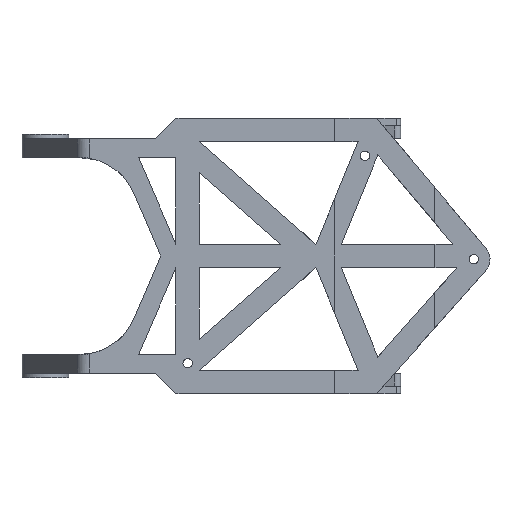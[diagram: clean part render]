
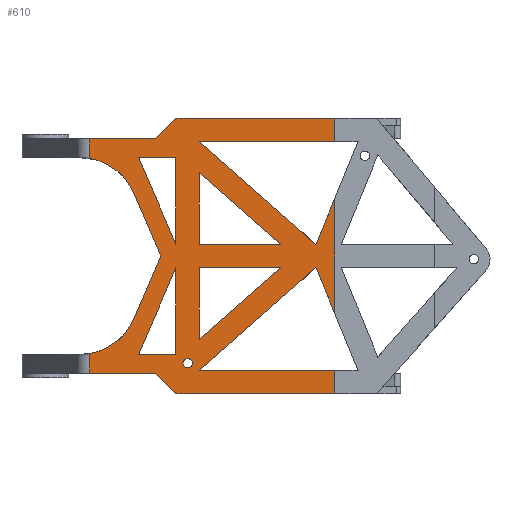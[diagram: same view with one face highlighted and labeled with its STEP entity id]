
A CAD part, left-side view. The second image highlights one B-rep face of the part: STEP entity #610.
In plain terms, the highlighted planar face has unit normal (-1, 0, 0).
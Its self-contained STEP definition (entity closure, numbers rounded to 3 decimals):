
#100 = VERTEX_POINT('',#101);
#101 = CARTESIAN_POINT('',(-30.,47.9,4.4));
#109 = EDGE_CURVE('',#110,#100,#112,.T.);
#110 = VERTEX_POINT('',#111);
#111 = CARTESIAN_POINT('',(-30.,62.,4.4));
#112 = LINE('',#113,#114);
#113 = CARTESIAN_POINT('',(-30.,56.134,4.4));
#114 = VECTOR('',#115,1.);
#115 = DIRECTION('',(0.,-1.,0.));
#183 = EDGE_CURVE('',#100,#184,#186,.T.);
#184 = VERTEX_POINT('',#185);
#185 = CARTESIAN_POINT('',(-30.,43.5,0.));
#186 = LINE('',#187,#188);
#187 = CARTESIAN_POINT('',(-30.,50.267,6.767));
#188 = VECTOR('',#189,1.);
#189 = DIRECTION('',(0.,-0.707,-0.707));
#584 = VERTEX_POINT('',#585);
#585 = CARTESIAN_POINT('',(-30.,62.,8.575));
#600 = EDGE_CURVE('',#110,#584,#601,.T.);
#601 = LINE('',#602,#603);
#602 = CARTESIAN_POINT('',(-30.,62.,0.));
#603 = VECTOR('',#604,1.);
#604 = DIRECTION('',(0.,0.,1.));
#610 = ADVANCED_FACE('',(#611,#760,#786,#812,#823,#849),#875,.T.);
#611 = FACE_BOUND('',#612,.T.);
#612 = EDGE_LOOP('',(#613,#614,#622,#630,#638,#646,#654,#662,#670,#678,
    #686,#694,#702,#710,#718,#726,#735,#743,#751,#758,#759));
#613 = ORIENTED_EDGE('',*,*,#183,.T.);
#614 = ORIENTED_EDGE('',*,*,#615,.T.);
#615 = EDGE_CURVE('',#184,#616,#618,.T.);
#616 = VERTEX_POINT('',#617);
#617 = CARTESIAN_POINT('',(-30.,9.5,0.));
#618 = LINE('',#619,#620);
#619 = CARTESIAN_POINT('',(-30.,43.5,0.));
#620 = VECTOR('',#621,1.);
#621 = DIRECTION('',(0.,-1.,0.));
#622 = ORIENTED_EDGE('',*,*,#623,.F.);
#623 = EDGE_CURVE('',#624,#616,#626,.T.);
#624 = VERTEX_POINT('',#625);
#625 = CARTESIAN_POINT('',(-30.,9.5,5.));
#626 = LINE('',#627,#628);
#627 = CARTESIAN_POINT('',(-30.,9.5,225.762));
#628 = VECTOR('',#629,1.);
#629 = DIRECTION('',(-0.,-0.,-1.));
#630 = ORIENTED_EDGE('',*,*,#631,.T.);
#631 = EDGE_CURVE('',#624,#632,#634,.T.);
#632 = VERTEX_POINT('',#633);
#633 = CARTESIAN_POINT('',(-30.,38.5,5.));
#634 = LINE('',#635,#636);
#635 = CARTESIAN_POINT('',(-30.,4.471,5.));
#636 = VECTOR('',#637,1.);
#637 = DIRECTION('',(0.,1.,0.));
#638 = ORIENTED_EDGE('',*,*,#639,.F.);
#639 = EDGE_CURVE('',#640,#632,#642,.T.);
#640 = VERTEX_POINT('',#641);
#641 = CARTESIAN_POINT('',(-30.,13.5,27.));
#642 = LINE('',#643,#644);
#643 = CARTESIAN_POINT('',(-30.,13.5,27.));
#644 = VECTOR('',#645,1.);
#645 = DIRECTION('',(0.,0.751,-0.661)
  );
#646 = ORIENTED_EDGE('',*,*,#647,.T.);
#647 = EDGE_CURVE('',#640,#648,#650,.T.);
#648 = VERTEX_POINT('',#649);
#649 = CARTESIAN_POINT('',(-30.,9.5,17.253));
#650 = LINE('',#651,#652);
#651 = CARTESIAN_POINT('',(-30.,13.5,27.));
#652 = VECTOR('',#653,1.);
#653 = DIRECTION('',(0.,-0.38,-0.925)
  );
#654 = ORIENTED_EDGE('',*,*,#655,.F.);
#655 = EDGE_CURVE('',#656,#648,#658,.T.);
#656 = VERTEX_POINT('',#657);
#657 = CARTESIAN_POINT('',(-30.,9.5,41.747));
#658 = LINE('',#659,#660);
#659 = CARTESIAN_POINT('',(-30.,9.5,225.762));
#660 = VECTOR('',#661,1.);
#661 = DIRECTION('',(-0.,-0.,-1.));
#662 = ORIENTED_EDGE('',*,*,#663,.F.);
#663 = EDGE_CURVE('',#664,#656,#666,.T.);
#664 = VERTEX_POINT('',#665);
#665 = CARTESIAN_POINT('',(-30.,13.5,32.));
#666 = LINE('',#667,#668);
#667 = CARTESIAN_POINT('',(-30.,13.5,32.));
#668 = VECTOR('',#669,1.);
#669 = DIRECTION('',(0.,-0.38,0.925));
#670 = ORIENTED_EDGE('',*,*,#671,.F.);
#671 = EDGE_CURVE('',#672,#664,#674,.T.);
#672 = VERTEX_POINT('',#673);
#673 = CARTESIAN_POINT('',(-30.,38.5,54.));
#674 = LINE('',#675,#676);
#675 = CARTESIAN_POINT('',(-30.,38.5,54.));
#676 = VECTOR('',#677,1.);
#677 = DIRECTION('',(0.,-0.751,-0.661)
  );
#678 = ORIENTED_EDGE('',*,*,#679,.F.);
#679 = EDGE_CURVE('',#680,#672,#682,.T.);
#680 = VERTEX_POINT('',#681);
#681 = CARTESIAN_POINT('',(-30.,9.5,54.));
#682 = LINE('',#683,#684);
#683 = CARTESIAN_POINT('',(-30.,4.471,54.));
#684 = VECTOR('',#685,1.);
#685 = DIRECTION('',(0.,1.,0.));
#686 = ORIENTED_EDGE('',*,*,#687,.F.);
#687 = EDGE_CURVE('',#688,#680,#690,.T.);
#688 = VERTEX_POINT('',#689);
#689 = CARTESIAN_POINT('',(-30.,9.5,59.));
#690 = LINE('',#691,#692);
#691 = CARTESIAN_POINT('',(-30.,9.5,225.762));
#692 = VECTOR('',#693,1.);
#693 = DIRECTION('',(-0.,-0.,-1.));
#694 = ORIENTED_EDGE('',*,*,#695,.T.);
#695 = EDGE_CURVE('',#688,#696,#698,.T.);
#696 = VERTEX_POINT('',#697);
#697 = CARTESIAN_POINT('',(-30.,43.5,59.));
#698 = LINE('',#699,#700);
#699 = CARTESIAN_POINT('',(-30.,43.5,59.));
#700 = VECTOR('',#701,1.);
#701 = DIRECTION('',(0.,1.,0.));
#702 = ORIENTED_EDGE('',*,*,#703,.F.);
#703 = EDGE_CURVE('',#704,#696,#706,.T.);
#704 = VERTEX_POINT('',#705);
#705 = CARTESIAN_POINT('',(-30.,47.9,54.6));
#706 = LINE('',#707,#708);
#707 = CARTESIAN_POINT('',(-30.,50.267,52.233));
#708 = VECTOR('',#709,1.);
#709 = DIRECTION('',(0.,-0.707,0.707));
#710 = ORIENTED_EDGE('',*,*,#711,.F.);
#711 = EDGE_CURVE('',#712,#704,#714,.T.);
#712 = VERTEX_POINT('',#713);
#713 = CARTESIAN_POINT('',(-30.,62.,54.6));
#714 = LINE('',#715,#716);
#715 = CARTESIAN_POINT('',(-30.,56.134,54.6));
#716 = VECTOR('',#717,1.);
#717 = DIRECTION('',(0.,-1.,0.));
#718 = ORIENTED_EDGE('',*,*,#719,.F.);
#719 = EDGE_CURVE('',#720,#712,#722,.T.);
#720 = VERTEX_POINT('',#721);
#721 = CARTESIAN_POINT('',(-30.,62.,50.425));
#722 = LINE('',#723,#724);
#723 = CARTESIAN_POINT('',(-30.,62.,0.));
#724 = VECTOR('',#725,1.);
#725 = DIRECTION('',(0.,0.,1.));
#726 = ORIENTED_EDGE('',*,*,#727,.F.);
#727 = EDGE_CURVE('',#728,#720,#730,.T.);
#728 = VERTEX_POINT('',#729);
#729 = CARTESIAN_POINT('',(-30.,52.602,43.039));
#730 = CIRCLE('',#731,12.5);
#731 = AXIS2_PLACEMENT_3D('',#732,#733,#734);
#732 = CARTESIAN_POINT('',(-30.,64.085,38.1));
#733 = DIRECTION('',(-1.,0.,0.));
#734 = DIRECTION('',(0.,1.,0.));
#735 = ORIENTED_EDGE('',*,*,#736,.F.);
#736 = EDGE_CURVE('',#737,#728,#739,.T.);
#737 = VERTEX_POINT('',#738);
#738 = CARTESIAN_POINT('',(-30.,46.779,29.5));
#739 = LINE('',#740,#741);
#740 = CARTESIAN_POINT('',(-30.,45.646,26.866));
#741 = VECTOR('',#742,1.);
#742 = DIRECTION('',(0.,0.395,0.919));
#743 = ORIENTED_EDGE('',*,*,#744,.T.);
#744 = EDGE_CURVE('',#737,#745,#747,.T.);
#745 = VERTEX_POINT('',#746);
#746 = CARTESIAN_POINT('',(-30.,52.602,15.961));
#747 = LINE('',#748,#749);
#748 = CARTESIAN_POINT('',(-30.,45.646,32.134));
#749 = VECTOR('',#750,1.);
#750 = DIRECTION('',(0.,0.395,-0.919));
#751 = ORIENTED_EDGE('',*,*,#752,.F.);
#752 = EDGE_CURVE('',#584,#745,#753,.T.);
#753 = CIRCLE('',#754,12.5);
#754 = AXIS2_PLACEMENT_3D('',#755,#756,#757);
#755 = CARTESIAN_POINT('',(-30.,64.085,20.9));
#756 = DIRECTION('',(-1.,0.,0.));
#757 = DIRECTION('',(0.,1.,0.));
#758 = ORIENTED_EDGE('',*,*,#600,.F.);
#759 = ORIENTED_EDGE('',*,*,#109,.T.);
#760 = FACE_BOUND('',#761,.T.);
#761 = EDGE_LOOP('',(#762,#772,#780));
#762 = ORIENTED_EDGE('',*,*,#763,.F.);
#763 = EDGE_CURVE('',#764,#766,#768,.T.);
#764 = VERTEX_POINT('',#765);
#765 = CARTESIAN_POINT('',(-30.,51.5,50.6));
#766 = VERTEX_POINT('',#767);
#767 = CARTESIAN_POINT('',(-30.,43.5,32.));
#768 = LINE('',#769,#770);
#769 = CARTESIAN_POINT('',(-30.,46.17,38.207));
#770 = VECTOR('',#771,1.);
#771 = DIRECTION('',(0.,-0.395,-0.919));
#772 = ORIENTED_EDGE('',*,*,#773,.F.);
#773 = EDGE_CURVE('',#774,#764,#776,.T.);
#774 = VERTEX_POINT('',#775);
#775 = CARTESIAN_POINT('',(-30.,43.5,50.6));
#776 = LINE('',#777,#778);
#777 = CARTESIAN_POINT('',(-30.,37.884,50.6));
#778 = VECTOR('',#779,1.);
#779 = DIRECTION('',(0.,1.,0.));
#780 = ORIENTED_EDGE('',*,*,#781,.F.);
#781 = EDGE_CURVE('',#766,#774,#782,.T.);
#782 = LINE('',#783,#784);
#783 = CARTESIAN_POINT('',(-30.,43.5,30.75));
#784 = VECTOR('',#785,1.);
#785 = DIRECTION('',(0.,0.,1.));
#786 = FACE_BOUND('',#787,.T.);
#787 = EDGE_LOOP('',(#788,#798,#806));
#788 = ORIENTED_EDGE('',*,*,#789,.T.);
#789 = EDGE_CURVE('',#790,#792,#794,.T.);
#790 = VERTEX_POINT('',#791);
#791 = CARTESIAN_POINT('',(-30.,43.5,27.));
#792 = VERTEX_POINT('',#793);
#793 = CARTESIAN_POINT('',(-30.,43.5,8.4));
#794 = LINE('',#795,#796);
#795 = CARTESIAN_POINT('',(-30.,43.5,28.25));
#796 = VECTOR('',#797,1.);
#797 = DIRECTION('',(0.,0.,-1.));
#798 = ORIENTED_EDGE('',*,*,#799,.T.);
#799 = EDGE_CURVE('',#792,#800,#802,.T.);
#800 = VERTEX_POINT('',#801);
#801 = CARTESIAN_POINT('',(-30.,51.5,8.4));
#802 = LINE('',#803,#804);
#803 = CARTESIAN_POINT('',(-30.,37.884,8.4));
#804 = VECTOR('',#805,1.);
#805 = DIRECTION('',(0.,1.,0.));
#806 = ORIENTED_EDGE('',*,*,#807,.T.);
#807 = EDGE_CURVE('',#800,#790,#808,.T.);
#808 = LINE('',#809,#810);
#809 = CARTESIAN_POINT('',(-30.,46.17,20.793));
#810 = VECTOR('',#811,1.);
#811 = DIRECTION('',(0.,-0.395,0.919));
#812 = FACE_BOUND('',#813,.T.);
#813 = EDGE_LOOP('',(#814));
#814 = ORIENTED_EDGE('',*,*,#815,.T.);
#815 = EDGE_CURVE('',#816,#816,#818,.T.);
#816 = VERTEX_POINT('',#817);
#817 = CARTESIAN_POINT('',(-30.,40.,6.5));
#818 = CIRCLE('',#819,1.);
#819 = AXIS2_PLACEMENT_3D('',#820,#821,#822);
#820 = CARTESIAN_POINT('',(-30.,41.,6.5));
#821 = DIRECTION('',(1.,0.,0.));
#822 = DIRECTION('',(0.,-1.,0.));
#823 = FACE_BOUND('',#824,.T.);
#824 = EDGE_LOOP('',(#825,#835,#843));
#825 = ORIENTED_EDGE('',*,*,#826,.F.);
#826 = EDGE_CURVE('',#827,#829,#831,.T.);
#827 = VERTEX_POINT('',#828);
#828 = CARTESIAN_POINT('',(-30.,21.069,32.));
#829 = VERTEX_POINT('',#830);
#830 = CARTESIAN_POINT('',(-30.,38.5,47.34));
#831 = LINE('',#832,#833);
#832 = CARTESIAN_POINT('',(-30.,21.069,32.));
#833 = VECTOR('',#834,1.);
#834 = DIRECTION('',(0.,0.751,0.661));
#835 = ORIENTED_EDGE('',*,*,#836,.T.);
#836 = EDGE_CURVE('',#827,#837,#839,.T.);
#837 = VERTEX_POINT('',#838);
#838 = CARTESIAN_POINT('',(-30.,38.5,32.));
#839 = LINE('',#840,#841);
#840 = CARTESIAN_POINT('',(-30.,21.069,32.));
#841 = VECTOR('',#842,1.);
#842 = DIRECTION('',(0.,1.,0.));
#843 = ORIENTED_EDGE('',*,*,#844,.F.);
#844 = EDGE_CURVE('',#829,#837,#845,.T.);
#845 = LINE('',#846,#847);
#846 = CARTESIAN_POINT('',(-30.,38.5,47.34));
#847 = VECTOR('',#848,1.);
#848 = DIRECTION('',(0.,0.,-1.));
#849 = FACE_BOUND('',#850,.T.);
#850 = EDGE_LOOP('',(#851,#861,#869));
#851 = ORIENTED_EDGE('',*,*,#852,.T.);
#852 = EDGE_CURVE('',#853,#855,#857,.T.);
#853 = VERTEX_POINT('',#854);
#854 = CARTESIAN_POINT('',(-30.,38.5,27.));
#855 = VERTEX_POINT('',#856);
#856 = CARTESIAN_POINT('',(-30.,21.069,27.));
#857 = LINE('',#858,#859);
#858 = CARTESIAN_POINT('',(-30.,38.5,27.));
#859 = VECTOR('',#860,1.);
#860 = DIRECTION('',(0.,-1.,0.));
#861 = ORIENTED_EDGE('',*,*,#862,.T.);
#862 = EDGE_CURVE('',#855,#863,#865,.T.);
#863 = VERTEX_POINT('',#864);
#864 = CARTESIAN_POINT('',(-30.,38.5,11.66));
#865 = LINE('',#866,#867);
#866 = CARTESIAN_POINT('',(-30.,21.069,27.));
#867 = VECTOR('',#868,1.);
#868 = DIRECTION('',(0.,0.751,-0.661)
  );
#869 = ORIENTED_EDGE('',*,*,#870,.T.);
#870 = EDGE_CURVE('',#863,#853,#871,.T.);
#871 = LINE('',#872,#873);
#872 = CARTESIAN_POINT('',(-30.,38.5,11.66));
#873 = VECTOR('',#874,1.);
#874 = DIRECTION('',(0.,0.,1.));
#875 = PLANE('',#876);
#876 = AXIS2_PLACEMENT_3D('',#877,#878,#879);
#877 = CARTESIAN_POINT('',(-30.,32.268,29.5));
#878 = DIRECTION('',(-1.,-0.,-0.));
#879 = DIRECTION('',(0.,0.,-1.));
